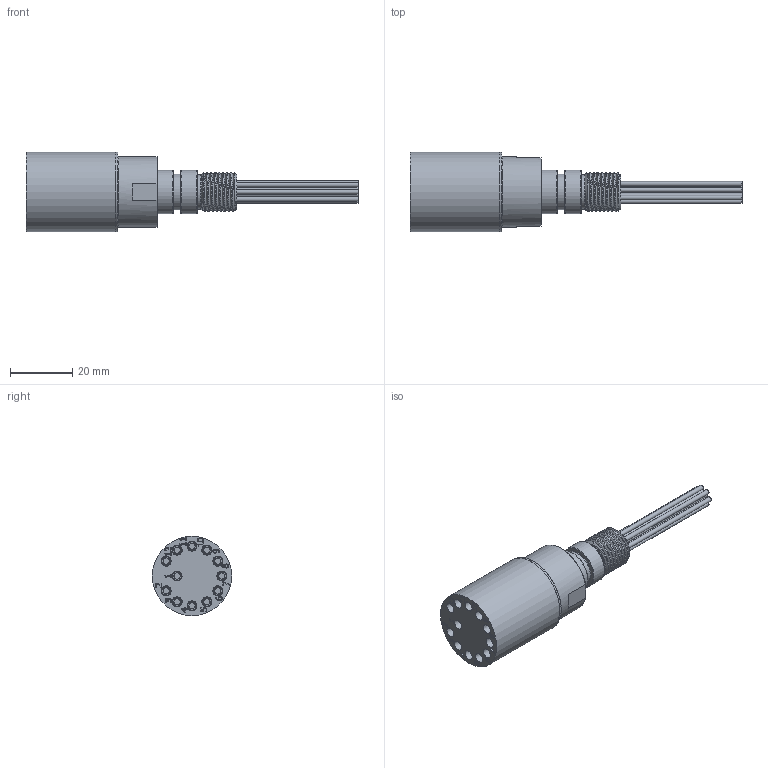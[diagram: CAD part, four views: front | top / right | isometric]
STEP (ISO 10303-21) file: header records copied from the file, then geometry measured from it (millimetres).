
FILE_DESCRIPTION(/* description */ (''),/* implementation_level */ '2;1');
FILE_NAME(/* name */ 'MCBH12F 2 O-ring 22mm Hex.stp',/* time_stamp */ '2014-11-26T15:40:49+01:00',/* author */ ('sh'),/* organization */ (''),/* preprocessor_version */ 'ST-DEVELOPER v15.2',/* originating_system */ 'Autodesk Inventor 2014',/* authorisation */ '');
FILE_SCHEMA (('AUTOMOTIVE_DESIGN { 1 0 10303 214 3 1 1 }'));
Length unit declared in the file: inch
Products named in the file (1): MCBH12F 2 O-ring 22mm Hex
Bounding box: 106.27 x 25.4 x 25.4 mm (x, y, z)
Volume: 23146.2 mm3; surface area: 17228.7 mm2
Topology: 42 solids, 42 shells, 1094 faces, 2674 edges, 1732 vertices
Faces by surface type: plane 469, cylinder 194, torus 187, bspline 130, cone 114
Full cylindrical faces by diameter (mm): 1.321 x13, 1.473 x12, 2.032 x13, 2.037 x13, 2.057 x13, 2.743 x26, 2.794 x13, 3.175 x74, 7.671 x2, 11.024 x1, 11.1 x2, 11.379 x1, 12.852 x2, 13.975 x2, 15.596 x1, 19.05 x1, 20.422 x1, 22.606 x1, 25.349 x1, 25.4 x1
Entity records: 31658 total; most frequent: CARTESIAN_POINT 8390, DIRECTION 4593, ORIENTED_EDGE 4274, EDGE_CURVE 2137, AXIS2_PLACEMENT_3D 1863, VERTEX_POINT 1583, EDGE_LOOP 1576, ADVANCED_FACE 1093
